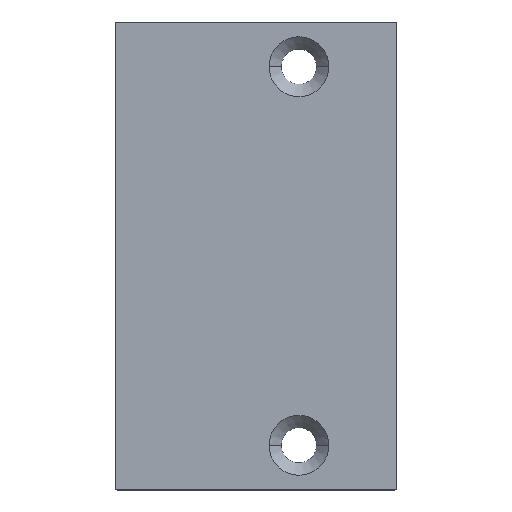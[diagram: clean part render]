
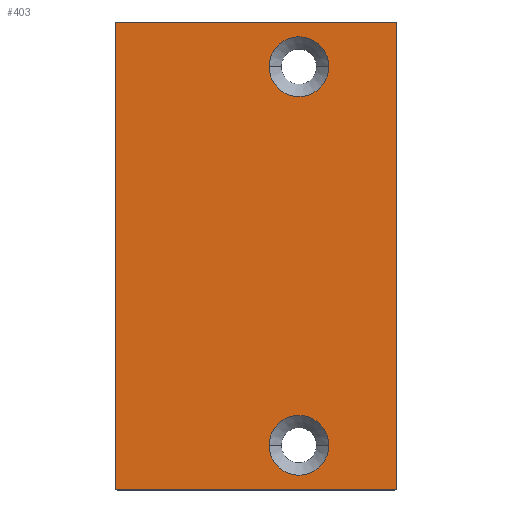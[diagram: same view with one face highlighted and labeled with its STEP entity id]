
A CAD part, top view. The second image highlights one B-rep face of the part: STEP entity #403.
In plain terms, the highlighted planar face has unit normal (0, 0, 1).
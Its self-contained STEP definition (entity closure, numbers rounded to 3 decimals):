
#9 = EDGE_CURVE ( 'NONE', #168, #546, #608, .T. ) ;
#23 = CARTESIAN_POINT ( 'NONE',  ( 0.3, 66.5, 3. ) ) ;
#38 = CIRCLE ( 'NONE', #584, 4.25 ) ;
#44 = CARTESIAN_POINT ( 'NONE',  ( 0.3, 0., 3. ) ) ;
#48 = CARTESIAN_POINT ( 'NONE',  ( 0.3, 66.5, 3. ) ) ;
#49 = AXIS2_PLACEMENT_3D ( 'NONE', #495, #69, #80 ) ;
#55 = ORIENTED_EDGE ( 'NONE', *, *, #232, .F. ) ;
#69 = DIRECTION ( 'NONE',  ( 0., 0., 1. ) ) ;
#75 = AXIS2_PLACEMENT_3D ( 'NONE', #425, #162, #99 ) ;
#78 = DIRECTION ( 'NONE',  ( -1., 0., 0. ) ) ;
#80 = DIRECTION ( 'NONE',  ( 1., 0., 0. ) ) ;
#94 = DIRECTION ( 'NONE',  ( 0., 0., 1. ) ) ;
#95 = CIRCLE ( 'NONE', #49, 4.25 ) ;
#99 = DIRECTION ( 'NONE',  ( 1., 0., 0. ) ) ;
#101 = VERTEX_POINT ( 'NONE', #552 ) ;
#113 = VERTEX_POINT ( 'NONE', #507 ) ;
#121 = CIRCLE ( 'NONE', #486, 0.3 ) ;
#126 = DIRECTION ( 'NONE',  ( 0., 0., 1. ) ) ;
#136 = CARTESIAN_POINT ( 'NONE',  ( 0.3, 0., 3. ) ) ;
#140 = FACE_BOUND ( 'NONE', #154, .T. ) ;
#144 = DIRECTION ( 'NONE',  ( -1., 0., 0. ) ) ;
#147 = AXIS2_PLACEMENT_3D ( 'NONE', #419, #622, #144 ) ;
#149 = DIRECTION ( 'NONE',  ( 0., 0., 1. ) ) ;
#150 = VERTEX_POINT ( 'NONE', #412 ) ;
#154 = EDGE_LOOP ( 'NONE', ( #385, #55 ) ) ;
#156 = CARTESIAN_POINT ( 'NONE',  ( 40., 66.2, 3. ) ) ;
#158 = EDGE_CURVE ( 'NONE', #175, #481, #261, .T. ) ;
#162 = DIRECTION ( 'NONE',  ( 0., 0., 1. ) ) ;
#164 = ORIENTED_EDGE ( 'NONE', *, *, #596, .F. ) ;
#168 = VERTEX_POINT ( 'NONE', #353 ) ;
#175 = VERTEX_POINT ( 'NONE', #517 ) ;
#184 = EDGE_CURVE ( 'NONE', #546, #424, #337, .T. ) ;
#204 = DIRECTION ( 'NONE',  ( -1., 0., 0. ) ) ;
#210 = DIRECTION ( 'NONE',  ( -1., 0., 0. ) ) ;
#220 = CARTESIAN_POINT ( 'NONE',  ( 26.1, 60.15, 3. ) ) ;
#232 = EDGE_CURVE ( 'NONE', #329, #113, #95, .T. ) ;
#236 = CARTESIAN_POINT ( 'NONE',  ( 40., 0.3, 3. ) ) ;
#239 = AXIS2_PLACEMENT_3D ( 'NONE', #652, #126, #556 ) ;
#261 = CIRCLE ( 'NONE', #666, 0.3 ) ;
#265 = LINE ( 'NONE', #642, #420 ) ;
#267 = ORIENTED_EDGE ( 'NONE', *, *, #9, .T. ) ;
#276 = EDGE_CURVE ( 'NONE', #150, #415, #38, .T. ) ;
#280 = CARTESIAN_POINT ( 'NONE',  ( 21.85, 6.35, 3. ) ) ;
#293 = EDGE_CURVE ( 'NONE', #113, #329, #295, .T. ) ;
#295 = CIRCLE ( 'NONE', #239, 4.25 ) ;
#300 = CARTESIAN_POINT ( 'NONE',  ( 0., 66.2, 3. ) ) ;
#302 = ORIENTED_EDGE ( 'NONE', *, *, #184, .T. ) ;
#305 = DIRECTION ( 'NONE',  ( 1., 0., 0. ) ) ;
#310 = ORIENTED_EDGE ( 'NONE', *, *, #276, .F. ) ;
#314 = CARTESIAN_POINT ( 'NONE',  ( 39.7, 66.2, 3. ) ) ;
#321 = VERTEX_POINT ( 'NONE', #331 ) ;
#326 = VECTOR ( 'NONE', #340, 1000. ) ;
#329 = VERTEX_POINT ( 'NONE', #280 ) ;
#331 = CARTESIAN_POINT ( 'NONE',  ( 40., 0.3, 3. ) ) ;
#337 = CIRCLE ( 'NONE', #147, 0.3 ) ;
#340 = DIRECTION ( 'NONE',  ( 0., 1., 0. ) ) ;
#353 = CARTESIAN_POINT ( 'NONE',  ( 39.7, 66.5, 3. ) ) ;
#354 = EDGE_CURVE ( 'NONE', #321, #640, #398, .T. ) ;
#360 = PLANE ( 'NONE',  #408 ) ;
#379 = ORIENTED_EDGE ( 'NONE', *, *, #668, .T. ) ;
#385 = ORIENTED_EDGE ( 'NONE', *, *, #293, .F. ) ;
#398 = LINE ( 'NONE', #236, #326 ) ;
#403 = ADVANCED_FACE ( 'NONE', ( #467, #140, #625 ), #360, .F. ) ;
#408 = AXIS2_PLACEMENT_3D ( 'NONE', #574, #506, #502 ) ;
#412 = CARTESIAN_POINT ( 'NONE',  ( 21.85, 60.15, 3. ) ) ;
#415 = VERTEX_POINT ( 'NONE', #563 ) ;
#419 = CARTESIAN_POINT ( 'NONE',  ( 0.3, 66.2, 3. ) ) ;
#420 = VECTOR ( 'NONE', #519, 1000. ) ;
#422 = DIRECTION ( 'NONE',  ( 1., 0., 0. ) ) ;
#424 = VERTEX_POINT ( 'NONE', #300 ) ;
#425 = CARTESIAN_POINT ( 'NONE',  ( 26.1, 60.15, 3. ) ) ;
#429 = EDGE_CURVE ( 'NONE', #101, #321, #595, .T. ) ;
#447 = ORIENTED_EDGE ( 'NONE', *, *, #635, .T. ) ;
#467 = FACE_BOUND ( 'NONE', #469, .T. ) ;
#469 = EDGE_LOOP ( 'NONE', ( #164, #310 ) ) ;
#481 = VERTEX_POINT ( 'NONE', #136 ) ;
#486 = AXIS2_PLACEMENT_3D ( 'NONE', #314, #681, #210 ) ;
#495 = CARTESIAN_POINT ( 'NONE',  ( 26.1, 6.35, 3. ) ) ;
#502 = DIRECTION ( 'NONE',  ( -1., 0., 0. ) ) ;
#506 = DIRECTION ( 'NONE',  ( 0., 0., -1. ) ) ;
#507 = CARTESIAN_POINT ( 'NONE',  ( 30.35, 6.35, 3. ) ) ;
#517 = CARTESIAN_POINT ( 'NONE',  ( 0., 0.3, 3. ) ) ;
#519 = DIRECTION ( 'NONE',  ( 0., -1., 0. ) ) ;
#527 = LINE ( 'NONE', #44, #644 ) ;
#539 = VECTOR ( 'NONE', #78, 1000. ) ;
#546 = VERTEX_POINT ( 'NONE', #48 ) ;
#547 = DIRECTION ( 'NONE',  ( 1., 0., 0. ) ) ;
#552 = CARTESIAN_POINT ( 'NONE',  ( 39.7, 0., 3. ) ) ;
#556 = DIRECTION ( 'NONE',  ( 1., 0., 0. ) ) ;
#563 = CARTESIAN_POINT ( 'NONE',  ( 30.35, 60.15, 3. ) ) ;
#568 = CARTESIAN_POINT ( 'NONE',  ( 39.7, 0.3, 3. ) ) ;
#574 = CARTESIAN_POINT ( 'NONE',  ( 0.3, 66.2, 3. ) ) ;
#576 = EDGE_LOOP ( 'NONE', ( #302, #637, #684, #447, #649, #598, #379, #267 ) ) ;
#584 = AXIS2_PLACEMENT_3D ( 'NONE', #220, #599, #547 ) ;
#595 = CIRCLE ( 'NONE', #610, 0.3 ) ;
#596 = EDGE_CURVE ( 'NONE', #415, #150, #600, .T. ) ;
#598 = ORIENTED_EDGE ( 'NONE', *, *, #354, .T. ) ;
#599 = DIRECTION ( 'NONE',  ( 0., 0., 1. ) ) ;
#600 = CIRCLE ( 'NONE', #75, 4.25 ) ;
#608 = LINE ( 'NONE', #23, #539 ) ;
#610 = AXIS2_PLACEMENT_3D ( 'NONE', #568, #94, #305 ) ;
#614 = EDGE_CURVE ( 'NONE', #424, #175, #265, .T. ) ;
#622 = DIRECTION ( 'NONE',  ( 0., 0., 1. ) ) ;
#625 = FACE_OUTER_BOUND ( 'NONE', #576, .T. ) ;
#635 = EDGE_CURVE ( 'NONE', #481, #101, #527, .T. ) ;
#637 = ORIENTED_EDGE ( 'NONE', *, *, #614, .T. ) ;
#640 = VERTEX_POINT ( 'NONE', #156 ) ;
#642 = CARTESIAN_POINT ( 'NONE',  ( 0., 0.3, 3. ) ) ;
#644 = VECTOR ( 'NONE', #422, 1000. ) ;
#649 = ORIENTED_EDGE ( 'NONE', *, *, #429, .T. ) ;
#652 = CARTESIAN_POINT ( 'NONE',  ( 26.1, 6.35, 3. ) ) ;
#666 = AXIS2_PLACEMENT_3D ( 'NONE', #683, #149, #204 ) ;
#668 = EDGE_CURVE ( 'NONE', #640, #168, #121, .T. ) ;
#681 = DIRECTION ( 'NONE',  ( 0., 0., 1. ) ) ;
#683 = CARTESIAN_POINT ( 'NONE',  ( 0.3, 0.3, 3. ) ) ;
#684 = ORIENTED_EDGE ( 'NONE', *, *, #158, .T. ) ;
